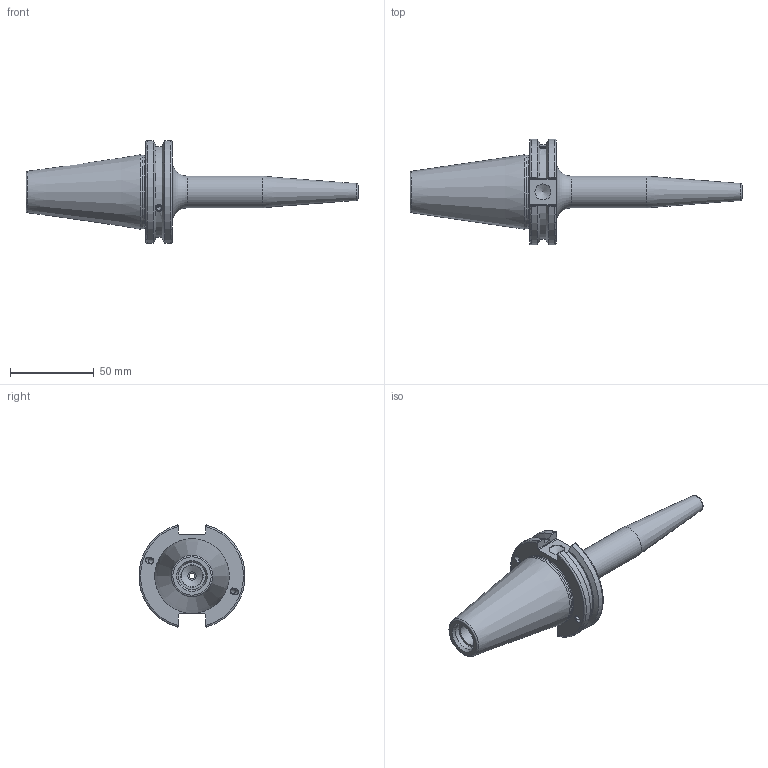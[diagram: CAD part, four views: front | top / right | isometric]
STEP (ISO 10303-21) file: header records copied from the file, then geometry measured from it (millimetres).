
FILE_DESCRIPTION(/* description */ (''),/* implementation_level */ '2;1');
FILE_NAME(/* name */ 'VK228.stp',/* time_stamp */ '2022-01-26T09:34:43+09:00',/* author */ ('eos'),/* organization */ (''),/* preprocessor_version */ 'ST-DEVELOPER v18.1',/* originating_system */ 'Autodesk Inventor 2022',/* authorisation */ '');
FILE_SCHEMA (('AUTOMOTIVE_DESIGN { 1 0 10303 214 3 1 1 }'));
Length unit declared in the file: millimetre
Products named in the file (1): CAT50
Bounding box: 198.25 x 63.26 x 61.09 mm (x, y, z)
Volume: 125436.2 mm3; surface area: 27828 mm2
Topology: 1 solids, 1 shells, 85 faces, 232 edges, 150 vertices
Faces by surface type: plane 35, cylinder 28, cone 14, torus 8
Full cylindrical faces by diameter (mm): 3.175 x1, 3.242 x8, 4 x2, 4.2 x2, 5 x1, 9.525 x1, 13 x1, 13.386 x1, 16.3 x1, 19 x1, 43.6 x1
Entity records: 2947 total; most frequent: CARTESIAN_POINT 769, ORIENTED_EDGE 458, DIRECTION 444, EDGE_CURVE 229, AXIS2_PLACEMENT_3D 175, VERTEX_POINT 150, EDGE_LOOP 99, LINE 94
